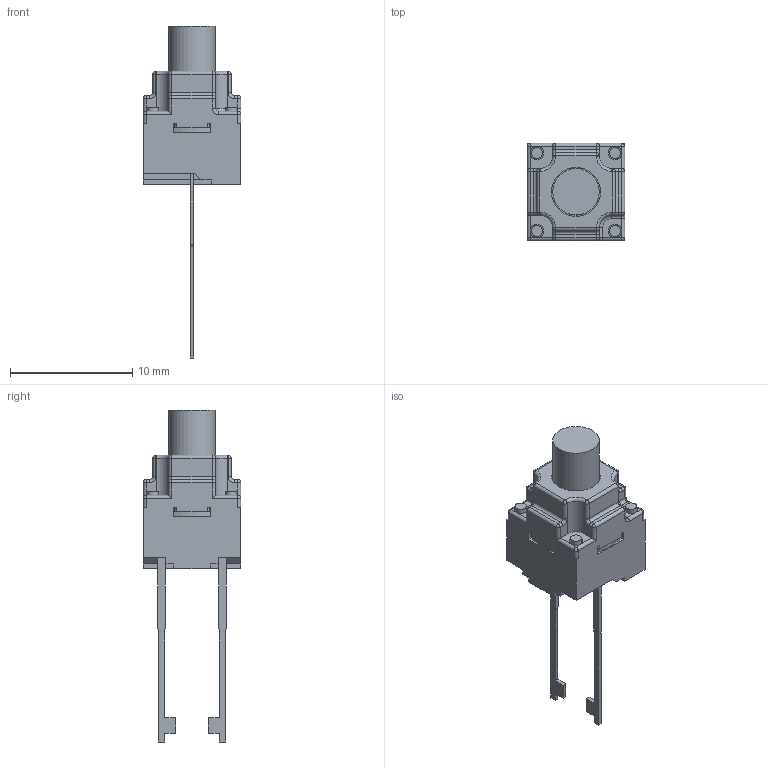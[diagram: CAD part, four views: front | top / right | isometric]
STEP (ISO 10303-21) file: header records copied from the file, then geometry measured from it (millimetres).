
FILE_DESCRIPTION((' '),'2;1');
FILE_NAME('TL52AFxxxQ.stp','2017-07-24T12:42:24',(' '),(' '),' ','ACIS',' ');
FILE_SCHEMA(('CONFIG_CONTROL_DESIGN'));
Length unit declared in the file: inch
Products named in the file (1): TL52AFxxxQ.stp
Bounding box: 8 x 8 x 27.2 mm (x, y, z)
Volume: 509.2 mm3; surface area: 696.7 mm2
Topology: 1 solids, 2 shells, 247 faces, 601 edges, 366 vertices
Faces by surface type: plane 117, cylinder 95, sphere 20, torus 15
Full cylindrical faces by diameter (mm): 0.9 x4, 1.1 x4, 1.4 x1, 3.8 x1, 4 x1, 5.05 x1, 5.3 x1
Entity records: 7049 total; most frequent: DIRECTION 1276, CARTESIAN_POINT 1169, ORIENTED_EDGE 1138, EDGE_CURVE 569, AXIS2_PLACEMENT_3D 459, VECTOR 358, LINE 358, VERTEX_POINT 352
